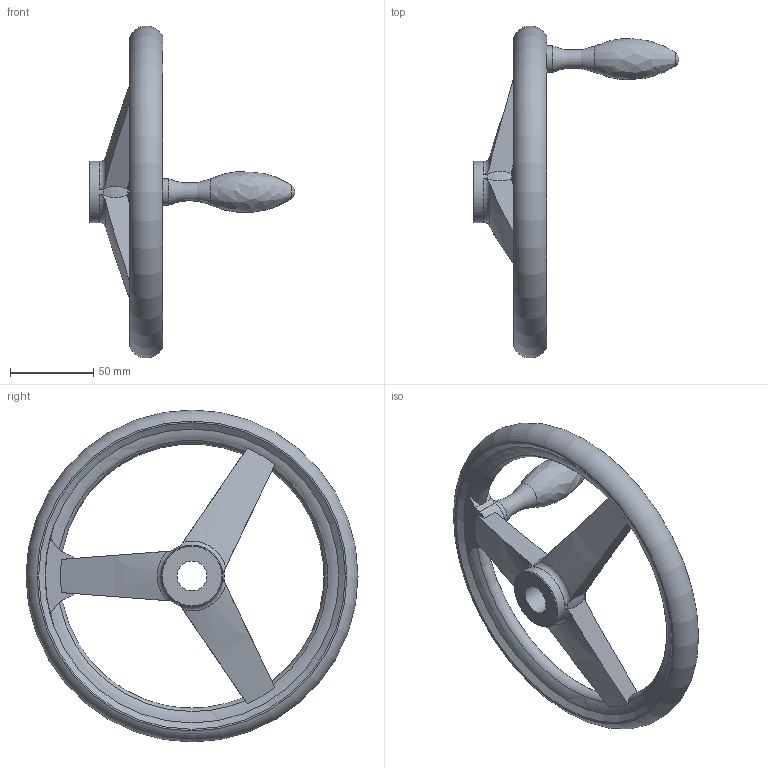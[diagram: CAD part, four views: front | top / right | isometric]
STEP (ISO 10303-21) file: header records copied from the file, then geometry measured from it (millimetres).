
FILE_DESCRIPTION( ( 'STEP AP203' ), ' ' );
FILE_NAME( 'Stainless Steel-Handwheel GN 950.6-200-B18-F.stp', '2015-09-15T12:22:13', ( '' ), ( '' ), ' ', 'PARTsolutions', ' ' );
FILE_SCHEMA( ( 'CONFIG_CONTROL_DESIGN' ) );
Length unit declared in the file: millimetre
Products named in the file (1): _Stainless Steel-Handwheel GN 950.6-200-B18-F
Bounding box: 124 x 199.98 x 199.98 mm (x, y, z)
Volume: 256912.2 mm3; surface area: 58793.4 mm2
Topology: 1 solids, 1 shells, 66 faces, 202 edges, 132 vertices
Faces by surface type: torus 18, plane 16, cone 15, cylinder 12, bspline 4, sphere 1
Full cylindrical faces by diameter (mm): 16 x1, 18 x1, 37 x2, 178.81 x1
Entity records: 2808 total; most frequent: CARTESIAN_POINT 1147, ORIENTED_EDGE 360, DIRECTION 302, EDGE_CURVE 180, AXIS2_PLACEMENT_3D 136, VERTEX_POINT 127, EDGE_LOOP 83, FACE_OUTER_BOUND 77
